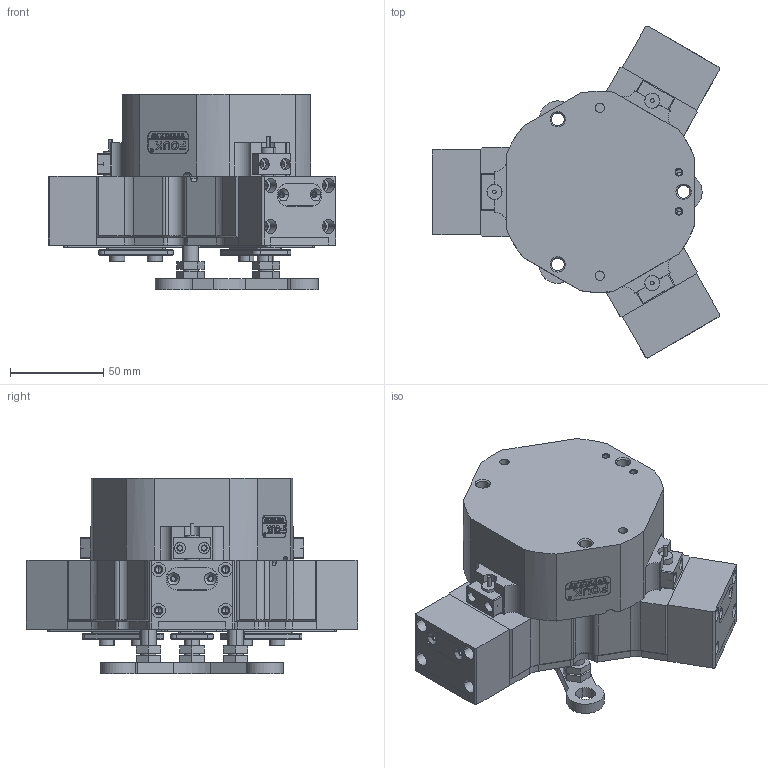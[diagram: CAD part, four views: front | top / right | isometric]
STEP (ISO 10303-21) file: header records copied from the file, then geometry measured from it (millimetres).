
FILE_DESCRIPTION (( 'STEP AP203' ), '1' );
FILE_NAME ('TZ75-136-L-C30-P.STEP', '2024-11-27T08:04:40', ( 'USER-' ), ( 'Microsoft' ), 'SwSTEP 2.0', 'SolidWorks 2018', '' );
FILE_SCHEMA (( 'CONFIG_CONTROL_DESIGN' ));
Length unit declared in the file: millimetre
Products named in the file (29): TZ75-136L-杅耀.sldasm-Part-22-1; TZ75-136-L-C30杅耀.sldasm-Part-18; TZ75-136-L-C30杅耀.sldasm-Part-21; TZ75-136-L-C30杅耀.sldasm-Part-11; 25x12-R3; TZ75芢裝; 埴翐芛_GB_FASTENER_SCREWS_HSHCS M2X8-N; TZ75-136-L-11奻葡裔啣; TZ75-136-L-C30-P  芢蹋杅耀; TZ75-136-L-C30杅耀.sldasm-Part-24; TZ75-136-L-C30杅耀.sldasm-Part-9; TZ75-136-L-13 移动挡板(默认); TZ75-136-L-C30杅耀.sldasm-Part-5; TZ75-136-L-12耜猾极; TZ75-136-L-C30杅耀.sldasm-Part-15; TZ55-113-L-15耜猾苤裔; TZ75-136-L-C30杅耀.sldasm-Part-13; TZ75-136-L-C30杅耀; 揤輸杅耀.sldasm-Part-9; TZ75-136-L-C30杅耀.sldasm-Part-14; 揤輸蚾饜极; 錨璃3; TZ75-136-L-C30杅耀.sldasm-Part-26; TZ75-136-L-C30-P; TZ75-136-L-14 忒硌薊啣; TZ75-136-L-C30杅耀.sldasm-Part-19; TZ75-136-L-C30杅耀.sldasm-Part-7; 8x6隅弇杶; TZ75-136-L-C30杅耀.sldasm-Part-3
Assembly tree (61 placements, depth 4):
  TZ75-136-L-C30-P
    TZ75-136-L-11奻葡裔啣
    TZ75-136-L-12耜猾极  x3
    TZ75-136-L-14 忒硌薊啣  x3
    TZ75-136-L-13 移动挡板(默认)  x3
    TZ55-113-L-15耜猾苤裔  x3
    8x6隅弇杶  x12
    TZ75-136-L-C30杅耀
      TZ75-136-L-C30杅耀.sldasm-Part-3
      TZ75-136-L-C30杅耀.sldasm-Part-5
      TZ75-136-L-C30杅耀.sldasm-Part-7
      TZ75-136-L-C30杅耀.sldasm-Part-9
      TZ75-136-L-C30杅耀.sldasm-Part-11
      TZ75-136-L-C30杅耀.sldasm-Part-13
      TZ75-136-L-C30杅耀.sldasm-Part-14
      TZ75-136-L-C30杅耀.sldasm-Part-15
      TZ75-136-L-C30杅耀.sldasm-Part-18
      TZ75-136-L-C30杅耀.sldasm-Part-19
      TZ75-136-L-C30杅耀.sldasm-Part-21  x3
      TZ75-136-L-C30杅耀.sldasm-Part-24  x2
      TZ75-136-L-C30杅耀.sldasm-Part-26  x2
      TZ75-136-L-C30-P  芢蹋杅耀
        TZ75芢裝  x3
        TZ75-136L-杅耀.sldasm-Part-22-1
        錨璃3  x6
      25x12-R3
      揤輸蚾饜极  x3
        揤輸杅耀.sldasm-Part-9
        埴翐芛_GB_FASTENER_SCREWS_HSHCS M2X8-N
Bounding box: 154.55 x 178.15 x 105 mm (x, y, z)
Volume: 863493.8 mm3; surface area: 205967.5 mm2
Topology: 62 solids, 76 shells, 2466 faces, 6115 edges, 3822 vertices
Faces by surface type: plane 971, cylinder 811, cone 517, bspline 155, torus 12
Entity records: 57268 total; most frequent: CARTESIAN_POINT 14681, ORIENTED_EDGE 7992, DIRECTION 7989, EDGE_CURVE 3996, AXIS2_PLACEMENT_3D 2817, VERTEX_POINT 2569, VECTOR 2355, LINE 2355
